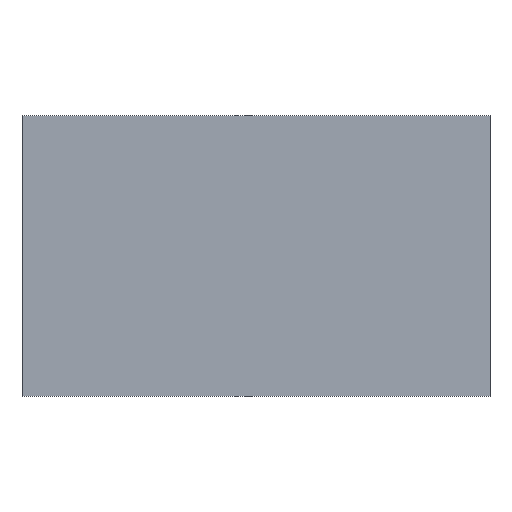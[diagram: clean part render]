
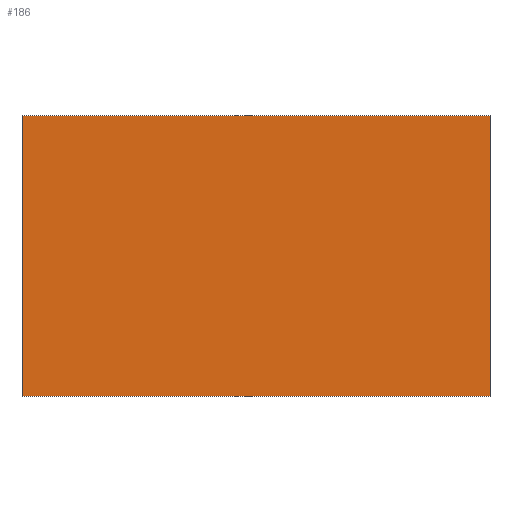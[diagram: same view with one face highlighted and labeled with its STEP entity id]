
A CAD part, front view. The second image highlights one B-rep face of the part: STEP entity #186.
In plain terms, the highlighted planar face has unit normal (0, -1, 0).
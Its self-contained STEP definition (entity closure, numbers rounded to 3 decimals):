
#3 = DIRECTION ( 'NONE',  ( 0., 0., 1. ) ) ;
#9 = DIRECTION ( 'NONE',  ( 1., 0., 0. ) ) ;
#22 = DIRECTION ( 'NONE',  ( 0., 1., 0. ) ) ;
#23 = ORIENTED_EDGE ( 'NONE', *, *, #48, .F. ) ;
#24 = VERTEX_POINT ( 'NONE', #182 ) ;
#27 = VERTEX_POINT ( 'NONE', #82 ) ;
#28 = EDGE_LOOP ( 'NONE', ( #178, #23, #39, #126 ) ) ;
#35 = FACE_OUTER_BOUND ( 'NONE', #28, .T. ) ;
#38 = EDGE_CURVE ( 'NONE', #27, #142, #165, .T. ) ;
#39 = ORIENTED_EDGE ( 'NONE', *, *, #58, .F. ) ;
#40 = CARTESIAN_POINT ( 'NONE',  ( 0., -20., 60. ) ) ;
#41 = LINE ( 'NONE', #84, #104 ) ;
#48 = EDGE_CURVE ( 'NONE', #24, #180, #116, .T. ) ;
#58 = EDGE_CURVE ( 'NONE', #27, #24, #41, .T. ) ;
#71 = DIRECTION ( 'NONE',  ( 0., 0., -1. ) ) ;
#75 = DIRECTION ( 'NONE',  ( 1., 0., 0. ) ) ;
#82 = CARTESIAN_POINT ( 'NONE',  ( 0., -20., 60. ) ) ;
#84 = CARTESIAN_POINT ( 'NONE',  ( 0., -20., 60. ) ) ;
#88 = LINE ( 'NONE', #143, #129 ) ;
#96 = VECTOR ( 'NONE', #71, 1000. ) ;
#104 = VECTOR ( 'NONE', #9, 1000. ) ;
#109 = PLANE ( 'NONE',  #187 ) ;
#116 = LINE ( 'NONE', #167, #159 ) ;
#119 = CARTESIAN_POINT ( 'NONE',  ( 0., -20., 0. ) ) ;
#126 = ORIENTED_EDGE ( 'NONE', *, *, #38, .T. ) ;
#129 = VECTOR ( 'NONE', #75, 1000. ) ;
#141 = DIRECTION ( 'NONE',  ( 0., 0., -1. ) ) ;
#142 = VERTEX_POINT ( 'NONE', #119 ) ;
#143 = CARTESIAN_POINT ( 'NONE',  ( 0., -20., 0. ) ) ;
#150 = CARTESIAN_POINT ( 'NONE',  ( 100., -20., 0. ) ) ;
#159 = VECTOR ( 'NONE', #141, 1000. ) ;
#165 = LINE ( 'NONE', #40, #96 ) ;
#167 = CARTESIAN_POINT ( 'NONE',  ( 100., -20., 60. ) ) ;
#169 = EDGE_CURVE ( 'NONE', #142, #180, #88, .T. ) ;
#176 = CARTESIAN_POINT ( 'NONE',  ( 0., -20., 60. ) ) ;
#178 = ORIENTED_EDGE ( 'NONE', *, *, #169, .T. ) ;
#180 = VERTEX_POINT ( 'NONE', #150 ) ;
#182 = CARTESIAN_POINT ( 'NONE',  ( 100., -20., 60. ) ) ;
#186 = ADVANCED_FACE ( 'NONE', ( #35 ), #109, .F. ) ;
#187 = AXIS2_PLACEMENT_3D ( 'NONE', #176, #22, #3 ) ;
